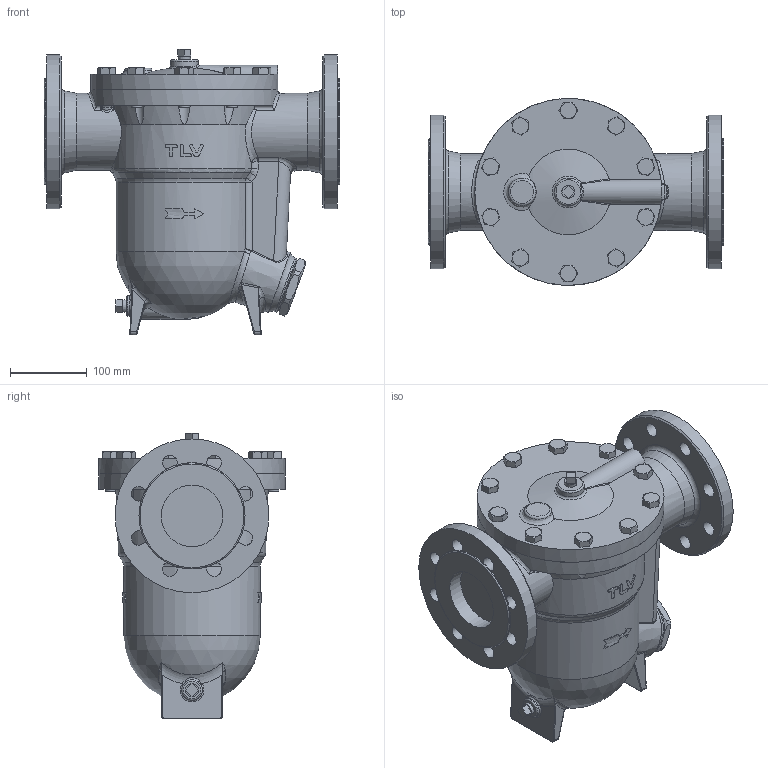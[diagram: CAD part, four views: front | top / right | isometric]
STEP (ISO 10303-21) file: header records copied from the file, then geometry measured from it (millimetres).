
FILE_DESCRIPTION(/* description */ (''),/* implementation_level */ '2;1');
FILE_NAME(/* name */ 'j72x0-080-e0016-00.stp',/* time_stamp */ '2019-05-31T16:06:26+09:00',/* author */ ('nakaot'),/* organization */ (''),/* preprocessor_version */ 'ST-DEVELOPER v15.6',/* originating_system */ 'Autodesk Inventor 2015',/* authorisation */ '');
FILE_SCHEMA (('AUTOMOTIVE_DESIGN { 1 0 10303 214 3 1 1 }'));
Length unit declared in the file: millimetre
Products named in the file (1): j72x0-080-e0016-00
Bounding box: 384 x 243 x 371.6 mm (x, y, z)
Volume: 11590952.4 mm3; surface area: 554119.9 mm2
Topology: 1 solids, 5 shells, 521 faces, 1297 edges, 802 vertices
Faces by surface type: plane 203, cylinder 139, cone 84, bspline 70, torus 19, sphere 6
Full cylindrical faces by diameter (mm): 11.835 x4, 14 x16, 16 x10, 19 x16, 26.681 x1, 36 x1, 75 x1, 80 x2, 100 x2, 138 x2, 200 x2, 243 x1
Entity records: 18979 total; most frequent: CARTESIAN_POINT 7897, ORIENTED_EDGE 2316, DIRECTION 2158, EDGE_CURVE 1158, AXIS2_PLACEMENT_3D 920, VERTEX_POINT 752, EDGE_LOOP 678, FACE_OUTER_BOUND 521
